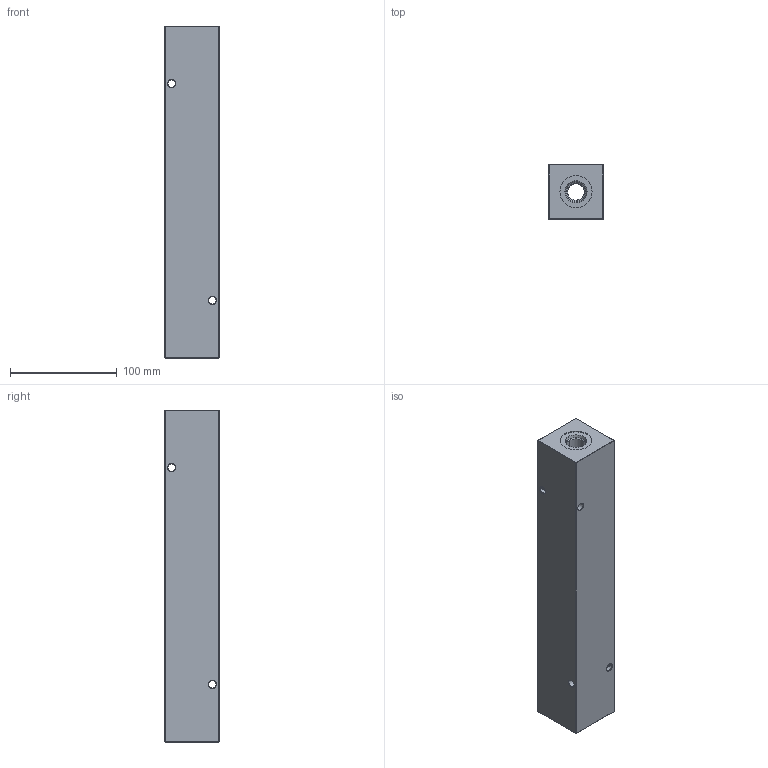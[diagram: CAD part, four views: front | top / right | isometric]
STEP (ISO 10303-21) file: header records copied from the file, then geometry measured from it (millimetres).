
FILE_DESCRIPTION (( 'STEP AP203' ), '1' );
FILE_NAME ('HM-6-90-S-8-8.STEP', '2020-11-09T21:54:16', ( '' ), ( '' ), 'SwSTEP 2.0', 'SolidWorks 2019', '' );
FILE_SCHEMA (( 'CONFIG_CONTROL_DESIGN' ));
Length unit declared in the file: inch
Products named in the file (1): HM-6-90-S-8-8
Bounding box: 50.8 x 50.8 x 311.15 mm (x, y, z)
Volume: 670983 mm3; surface area: 94179.7 mm2
Topology: 1 solids, 1 shells, 695 faces, 1793 edges, 1146 vertices
Faces by surface type: plane 235, bspline 220, cylinder 122, cone 118
Entity records: 32096 total; most frequent: CARTESIAN_POINT 16783, ORIENTED_EDGE 3586, DIRECTION 2407, EDGE_CURVE 1793, VERTEX_POINT 1146, LINE 883, VECTOR 883, EDGE_LOOP 779
